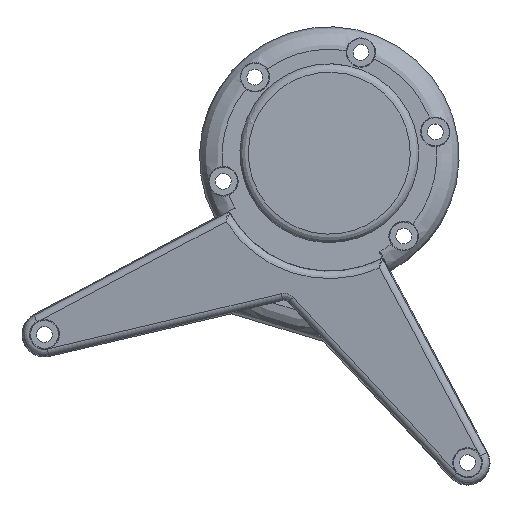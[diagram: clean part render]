
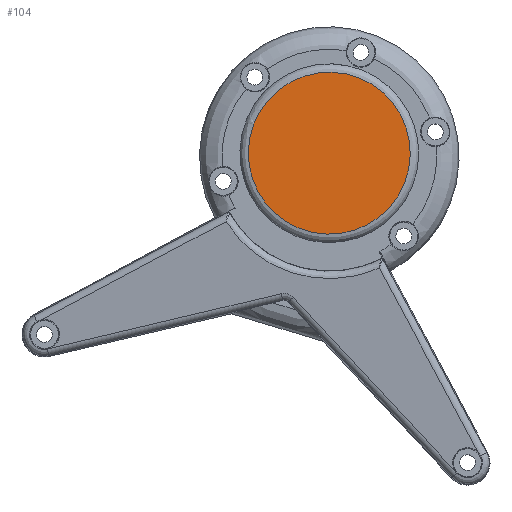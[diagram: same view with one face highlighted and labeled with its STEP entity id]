
A CAD part, top view. The second image highlights one B-rep face of the part: STEP entity #104.
In plain terms, the highlighted planar face has unit normal (0, 0, 1).
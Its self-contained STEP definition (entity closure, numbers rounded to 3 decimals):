
#104=ADVANCED_FACE('',(#244),#245,.F.);
#244=FACE_OUTER_BOUND('',#2023,.T.);
#245=PLANE('',#2024);
#2023=EDGE_LOOP('',(#2730,#2731));
#2024=AXIS2_PLACEMENT_3D('',#2732,#2733,#2734);
#2730=ORIENTED_EDGE('',*,*,#2910,.T.);
#2731=ORIENTED_EDGE('',*,*,#2911,.T.);
#2732=CARTESIAN_POINT('',(42.012,347.666,661.19));
#2733=DIRECTION('',(0.0,0.0,-1.0));
#2734=DIRECTION('',(0.0,-1.0,0.0));
#2910=EDGE_CURVE('',#3157,#3158,#3159,.T.);
#2911=EDGE_CURVE('',#3158,#3157,#3160,.T.);
#3157=VERTEX_POINT('',#3873);
#3158=VERTEX_POINT('',#3874);
#3159=CIRCLE('',#3875,28.85);
#3160=CIRCLE('',#3876,28.85);
#3873=CARTESIAN_POINT('',(-59.819,326.438,661.19));
#3874=CARTESIAN_POINT('',(-6.289,304.903,661.19));
#3875=AXIS2_PLACEMENT_3D('',#4123,#4124,#4125);
#3876=AXIS2_PLACEMENT_3D('',#4126,#4127,#4128);
#4123=CARTESIAN_POINT('',(-33.054,315.67,661.19));
#4124=DIRECTION('',(0.,0.,1.0));
#4125=DIRECTION('',(-0.928,0.373,0.));
#4126=CARTESIAN_POINT('',(-33.054,315.67,661.19));
#4127=DIRECTION('',(0.,0.,1.0));
#4128=DIRECTION('',(-0.928,0.373,0.));
